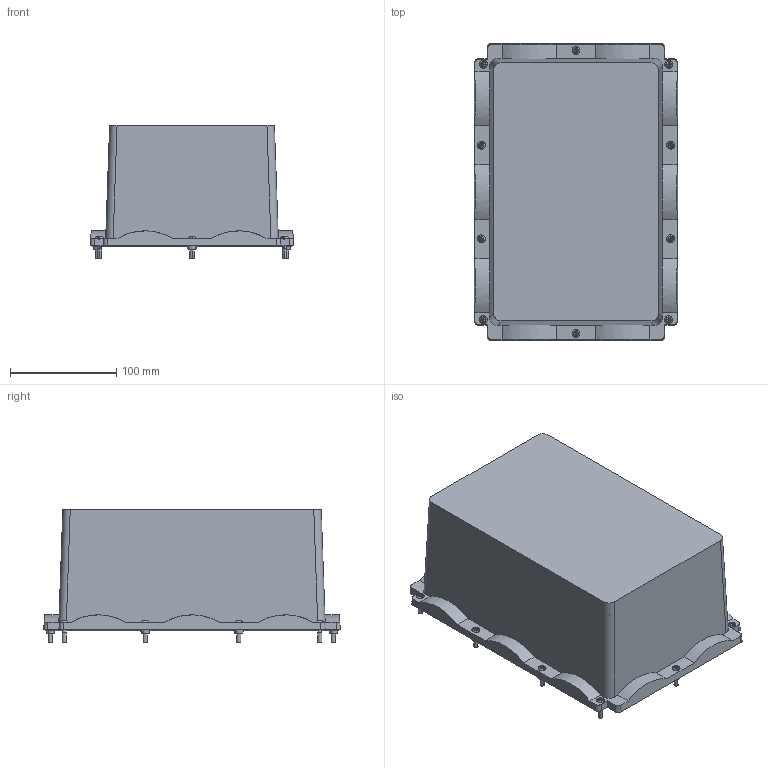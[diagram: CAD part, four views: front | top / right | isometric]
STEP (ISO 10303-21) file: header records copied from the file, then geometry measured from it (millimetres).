
FILE_DESCRIPTION(('CATIA V5 STEP Exchange','CAx-IF Rec.Pracs.--- Model Styling and Organization---1.4--- 2014-01-23'),'2;1');
FILE_NAME ('467078-6_3_2632820000_2632820000.stp','2019-09-09T14:42:06+00:00',('none'),('Weidmueller'),'CATIA Version 5-6 Release 2016 SP3 HF44','CATIA V5 STEP AP214','none');
FILE_SCHEMA(('AUTOMOTIVE_DESIGN { 1 0 10303 214 1 1 1 1 }'));
Products named in the file (1): 2632820000
Bounding box: 191 x 279 x 125 mm (x, y, z)
Volume: 486661.8 mm3; surface area: 322636 mm2
Topology: 2 solids, 2 shells, 1713 faces, 4400 edges, 2698 vertices
Faces by surface type: plane 675, cylinder 534, cone 210, torus 194, bspline 56, sphere 44
Entity records: 51949 total; most frequent: CARTESIAN_POINT 13636, ORIENTED_EDGE 8712, DIRECTION 5585, EDGE_CURVE 4356, VERTEX_POINT 2698, AXIS2_PLACEMENT_3D 2506, VECTOR 2084, LINE 2084
